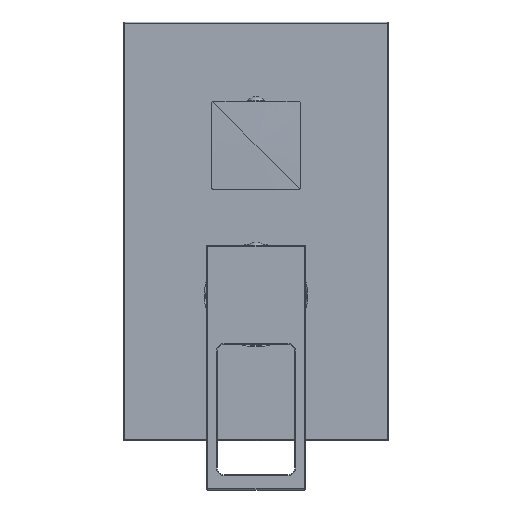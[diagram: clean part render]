
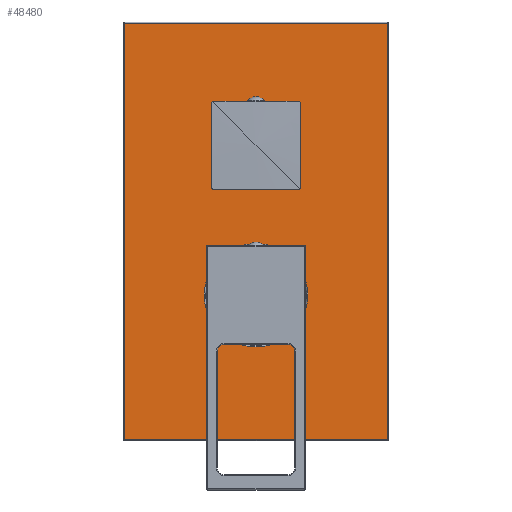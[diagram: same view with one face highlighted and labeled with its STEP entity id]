
A CAD part, top view. The second image highlights one B-rep face of the part: STEP entity #48480.
In plain terms, the highlighted planar face has unit normal (0, 0, 1).
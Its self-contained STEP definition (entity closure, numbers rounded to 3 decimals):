
#47266=DIRECTION('',(-1.,0.,0.));
#47267=VECTOR('',#47266,119.);
#47268=CARTESIAN_POINT('',(59.5,123.5,60.5));
#47269=LINE('',#47268,#47267);
#47270=DIRECTION('',(0.,1.,0.));
#47271=VECTOR('',#47270,189.);
#47272=CARTESIAN_POINT('',(59.5,-65.5,60.5));
#47273=LINE('',#47272,#47271);
#47274=DIRECTION('',(1.,0.,0.));
#47275=VECTOR('',#47274,119.);
#47276=CARTESIAN_POINT('',(-59.5,-65.5,60.5));
#47277=LINE('',#47276,#47275);
#47278=DIRECTION('',(0.,-1.,0.));
#47279=VECTOR('',#47278,189.);
#47280=CARTESIAN_POINT('',(-59.5,123.5,60.5));
#47281=LINE('',#47280,#47279);
#47282=CARTESIAN_POINT('',(0.,0.,60.5));
#47283=DIRECTION('',(0.,0.,-1.));
#47284=DIRECTION('',(1.,0.,0.));
#47285=AXIS2_PLACEMENT_3D('',#47282,#47283,#47284);
#47287=CARTESIAN_POINT('',(0.,0.,60.5));
#47288=DIRECTION('',(0.,0.,-1.));
#47289=DIRECTION('',(-1.,0.,0.));
#47290=AXIS2_PLACEMENT_3D('',#47287,#47288,#47289);
#47292=CARTESIAN_POINT('',(0.,68.,60.5));
#47293=DIRECTION('',(0.,0.,-1.));
#47294=DIRECTION('',(-1.,0.,0.));
#47295=AXIS2_PLACEMENT_3D('',#47292,#47293,#47294);
#47297=CARTESIAN_POINT('',(0.,68.,60.5));
#47298=DIRECTION('',(0.,0.,-1.));
#47299=DIRECTION('',(1.,0.,0.));
#47300=AXIS2_PLACEMENT_3D('',#47297,#47298,#47299);
#48097=CARTESIAN_POINT('',(59.5,123.5,60.5));
#48098=CARTESIAN_POINT('',(-59.5,123.5,60.5));
#48099=VERTEX_POINT('',#48097);
#48100=VERTEX_POINT('',#48098);
#48105=CARTESIAN_POINT('',(-59.5,-65.5,60.5));
#48106=VERTEX_POINT('',#48105);
#48111=CARTESIAN_POINT('',(59.5,-65.5,60.5));
#48112=VERTEX_POINT('',#48111);
#48117=CARTESIAN_POINT('',(23.5,0.,60.5));
#48118=CARTESIAN_POINT('',(-23.5,0.,60.5));
#48119=VERTEX_POINT('',#48117);
#48120=VERTEX_POINT('',#48118);
#48125=CARTESIAN_POINT('',(-10.5,68.,60.5));
#48126=CARTESIAN_POINT('',(10.5,68.,60.5));
#48127=VERTEX_POINT('',#48125);
#48128=VERTEX_POINT('',#48126);
#48454=CARTESIAN_POINT('',(0.,29.,60.5));
#48455=DIRECTION('',(0.,0.,1.));
#48456=DIRECTION('',(1.,0.,0.));
#48457=AXIS2_PLACEMENT_3D('',#48454,#48455,#48456);
#48458=PLANE('',#48457);
#48460=ORIENTED_EDGE('',*,*,#48459,.F.);
#48462=ORIENTED_EDGE('',*,*,#48461,.F.);
#48464=ORIENTED_EDGE('',*,*,#48463,.F.);
#48466=ORIENTED_EDGE('',*,*,#48465,.F.);
#48467=EDGE_LOOP('',(#48460,#48462,#48464,#48466));
#48468=FACE_OUTER_BOUND('',#48467,.F.);
#48470=ORIENTED_EDGE('',*,*,#48469,.F.);
#48472=ORIENTED_EDGE('',*,*,#48471,.F.);
#48473=EDGE_LOOP('',(#48470,#48472));
#48474=FACE_BOUND('',#48473,.F.);
#48476=ORIENTED_EDGE('',*,*,#48475,.F.);
#48477=ORIENTED_EDGE('',*,*,#48437,.F.);
#48478=EDGE_LOOP('',(#48476,#48477));
#48479=FACE_BOUND('',#48478,.F.);
#48480=ADVANCED_FACE('',(#48468,#48474,#48479),#48458,.T.);
#47286=CIRCLE('',#47285,23.5);
#47291=CIRCLE('',#47290,23.5);
#47296=CIRCLE('',#47295,10.5);
#47301=CIRCLE('',#47300,10.5);
#48437=EDGE_CURVE('',#48128,#48127,#47301,.T.);
#48459=EDGE_CURVE('',#48099,#48100,#47269,.T.);
#48461=EDGE_CURVE('',#48112,#48099,#47273,.T.);
#48463=EDGE_CURVE('',#48106,#48112,#47277,.T.);
#48465=EDGE_CURVE('',#48100,#48106,#47281,.T.);
#48469=EDGE_CURVE('',#48119,#48120,#47286,.T.);
#48471=EDGE_CURVE('',#48120,#48119,#47291,.T.);
#48475=EDGE_CURVE('',#48127,#48128,#47296,.T.);
